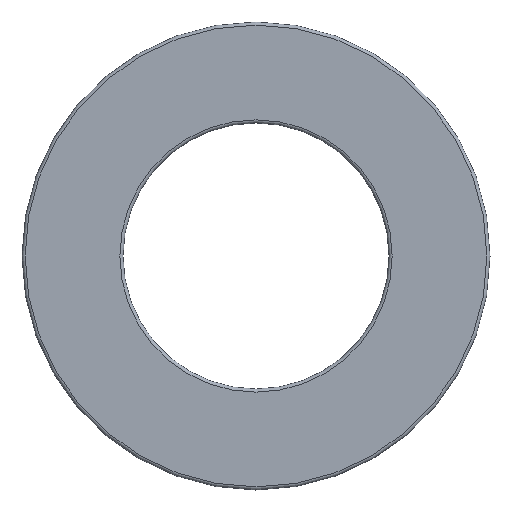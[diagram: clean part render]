
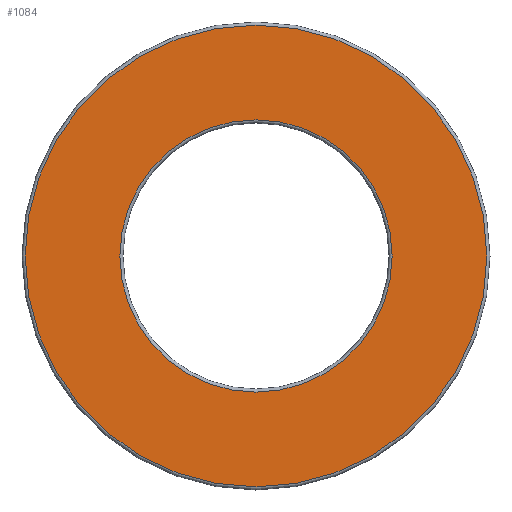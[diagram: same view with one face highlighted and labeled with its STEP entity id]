
A CAD part, left-side view. The second image highlights one B-rep face of the part: STEP entity #1084.
In plain terms, the highlighted planar face has unit normal (-1, 0, 0).
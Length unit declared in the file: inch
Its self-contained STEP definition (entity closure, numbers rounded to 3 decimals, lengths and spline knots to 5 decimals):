
#5 = CARTESIAN_POINT ( 'NONE',  ( -0.406, 0., 0. ) ) ;
#10 = EDGE_LOOP ( 'NONE', ( #282 ) ) ;
#92 = AXIS2_PLACEMENT_3D ( 'NONE', #868, #988, #877 ) ;
#180 = PLANE ( 'NONE',  #92 ) ;
#282 = ORIENTED_EDGE ( 'NONE', *, *, #1260, .F. ) ;
#435 = DIRECTION ( 'NONE',  ( 0., 0., 1. ) ) ;
#614 = VERTEX_POINT ( 'NONE', #849 ) ;
#756 = CARTESIAN_POINT ( 'NONE',  ( -0.406, 0., 1.46438 ) ) ;
#768 = DIRECTION ( 'NONE',  ( -1., 0., 0. ) ) ;
#786 = EDGE_CURVE ( 'NONE', #910, #910, #1389, .T. ) ;
#795 = DIRECTION ( 'NONE',  ( -1., 0., 0. ) ) ;
#811 = DIRECTION ( 'NONE',  ( 0., 0., 1. ) ) ;
#849 = CARTESIAN_POINT ( 'NONE',  ( -0.406, 0., 0.86375 ) ) ;
#868 = CARTESIAN_POINT ( 'NONE',  ( -0.406, 0., 0. ) ) ;
#877 = DIRECTION ( 'NONE',  ( 0., 0., -1. ) ) ;
#910 = VERTEX_POINT ( 'NONE', #756 ) ;
#963 = FACE_OUTER_BOUND ( 'NONE', #1364, .T. ) ;
#988 = DIRECTION ( 'NONE',  ( 1., 0., 0. ) ) ;
#1084 = ADVANCED_FACE ( 'NONE', ( #1232, #963 ), #180, .F. ) ;
#1110 = CIRCLE ( 'NONE', #1384, 0.86375 ) ;
#1119 = CARTESIAN_POINT ( 'NONE',  ( -0.406, 0., 0. ) ) ;
#1232 = FACE_BOUND ( 'NONE', #10, .T. ) ;
#1254 = AXIS2_PLACEMENT_3D ( 'NONE', #1119, #768, #435 ) ;
#1260 = EDGE_CURVE ( 'NONE', #614, #614, #1110, .T. ) ;
#1364 = EDGE_LOOP ( 'NONE', ( #1437 ) ) ;
#1384 = AXIS2_PLACEMENT_3D ( 'NONE', #5, #795, #811 ) ;
#1389 = CIRCLE ( 'NONE', #1254, 1.46438 ) ;
#1437 = ORIENTED_EDGE ( 'NONE', *, *, #786, .T. ) ;
